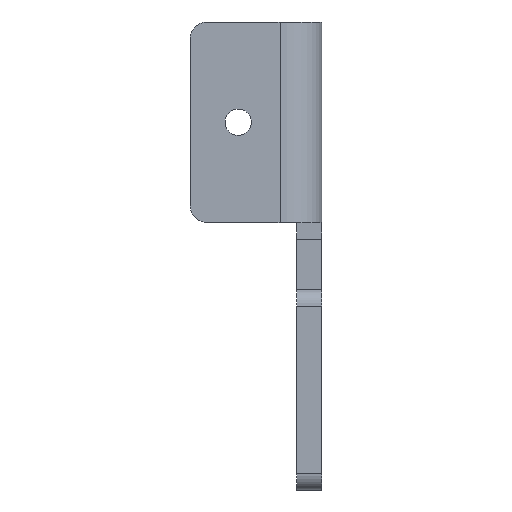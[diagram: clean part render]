
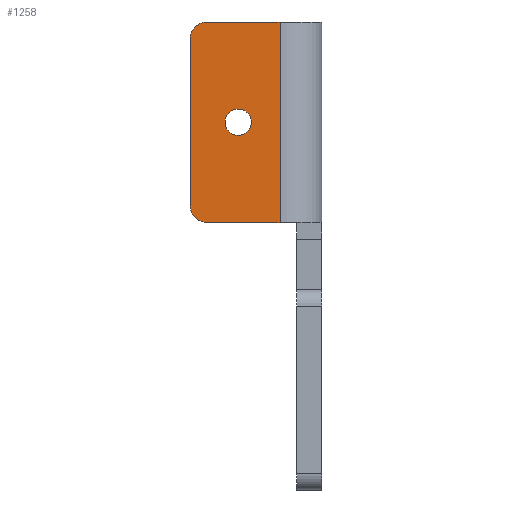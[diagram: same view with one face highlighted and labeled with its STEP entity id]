
A CAD part, left-side view. The second image highlights one B-rep face of the part: STEP entity #1258.
In plain terms, the highlighted planar face has unit normal (-1, 0, 0).
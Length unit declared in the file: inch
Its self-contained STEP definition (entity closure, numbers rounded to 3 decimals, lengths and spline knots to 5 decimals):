
#32 = DIRECTION ( 'NONE',  ( 0., 1., 0. ) ) ;
#39 = LINE ( 'NONE', #1433, #1728 ) ;
#64 = DIRECTION ( 'NONE',  ( 0., 1., 0. ) ) ;
#78 = VERTEX_POINT ( 'NONE', #563 ) ;
#126 = EDGE_CURVE ( 'NONE', #1737, #1395, #1059, .T. ) ;
#256 = VECTOR ( 'NONE', #584, 39.37008 ) ;
#298 = CARTESIAN_POINT ( 'NONE',  ( 0.7425, 0.3125, 0.5 ) ) ;
#302 = CARTESIAN_POINT ( 'NONE',  ( 0.7425, 0.723, 1.25 ) ) ;
#371 = CARTESIAN_POINT ( 'NONE',  ( 0.7425, 0.984, 0.625 ) ) ;
#374 = ORIENTED_EDGE ( 'NONE', *, *, #690, .F. ) ;
#428 = AXIS2_PLACEMENT_3D ( 'NONE', #965, #1194, #32 ) ;
#446 = DIRECTION ( 'NONE',  ( 0., -1., 0. ) ) ;
#512 = EDGE_CURVE ( 'NONE', #1367, #1367, #1106, .T. ) ;
#529 = CARTESIAN_POINT ( 'NONE',  ( 0.7425, 0.3125, 2. ) ) ;
#532 = EDGE_CURVE ( 'NONE', #1370, #1395, #817, .T. ) ;
#563 = CARTESIAN_POINT ( 'NONE',  ( 0.7425, 0.859, 2. ) ) ;
#569 = AXIS2_PLACEMENT_3D ( 'NONE', #645, #1744, #64 ) ;
#583 = LINE ( 'NONE', #636, #256 ) ;
#584 = DIRECTION ( 'NONE',  ( 0., 0., -1. ) ) ;
#596 = ORIENTED_EDGE ( 'NONE', *, *, #634, .F. ) ;
#604 = DIRECTION ( 'NONE',  ( -1., 0., 0. ) ) ;
#618 = DIRECTION ( 'NONE',  ( 1., 0., 0. ) ) ;
#634 = EDGE_CURVE ( 'NONE', #1737, #1759, #1341, .T. ) ;
#636 = CARTESIAN_POINT ( 'NONE',  ( 0.7425, 0.3125, 0.5 ) ) ;
#645 = CARTESIAN_POINT ( 'NONE',  ( 0.7425, 0.859, 1.875 ) ) ;
#653 = CARTESIAN_POINT ( 'NONE',  ( 0.7425, 0.625, 1.25 ) ) ;
#690 = EDGE_CURVE ( 'NONE', #78, #765, #39, .T. ) ;
#764 = CARTESIAN_POINT ( 'NONE',  ( 0.7425, 0.984, 1.875 ) ) ;
#765 = VERTEX_POINT ( 'NONE', #529 ) ;
#785 = AXIS2_PLACEMENT_3D ( 'NONE', #1608, #618, #1552 ) ;
#817 = LINE ( 'NONE', #1329, #866 ) ;
#866 = VECTOR ( 'NONE', #932, 39.37008 ) ;
#932 = DIRECTION ( 'NONE',  ( 0., 1., 0. ) ) ;
#962 = CARTESIAN_POINT ( 'NONE',  ( 0.7425, 0.859, 0.5 ) ) ;
#965 = CARTESIAN_POINT ( 'NONE',  ( 0.7425, 0.859, 0.625 ) ) ;
#1026 = DIRECTION ( 'NONE',  ( 0., 0., 1. ) ) ;
#1037 = ORIENTED_EDGE ( 'NONE', *, *, #1672, .F. ) ;
#1059 = CIRCLE ( 'NONE', #428, 0.125 ) ;
#1065 = PLANE ( 'NONE',  #785 ) ;
#1106 = CIRCLE ( 'NONE', #1158, 0.098 ) ;
#1158 = AXIS2_PLACEMENT_3D ( 'NONE', #653, #604, #1208 ) ;
#1178 = FACE_OUTER_BOUND ( 'NONE', #1719, .T. ) ;
#1194 = DIRECTION ( 'NONE',  ( -1., 0., 0. ) ) ;
#1208 = DIRECTION ( 'NONE',  ( 0., 1., 0. ) ) ;
#1254 = VECTOR ( 'NONE', #1026, 39.37008 ) ;
#1258 = ADVANCED_FACE ( 'NONE', ( #1794, #1178 ), #1065, .F. ) ;
#1302 = EDGE_CURVE ( 'NONE', #78, #1759, #1390, .T. ) ;
#1304 = ORIENTED_EDGE ( 'NONE', *, *, #126, .T. ) ;
#1323 = CARTESIAN_POINT ( 'NONE',  ( 0.7425, 0.984, 2. ) ) ;
#1329 = CARTESIAN_POINT ( 'NONE',  ( 0.7425, 0.984, 0.5 ) ) ;
#1341 = LINE ( 'NONE', #1323, #1254 ) ;
#1367 = VERTEX_POINT ( 'NONE', #302 ) ;
#1370 = VERTEX_POINT ( 'NONE', #298 ) ;
#1390 = CIRCLE ( 'NONE', #569, 0.125 ) ;
#1395 = VERTEX_POINT ( 'NONE', #962 ) ;
#1433 = CARTESIAN_POINT ( 'NONE',  ( 0.7425, 0.1875, 2. ) ) ;
#1442 = ORIENTED_EDGE ( 'NONE', *, *, #512, .F. ) ;
#1468 = ORIENTED_EDGE ( 'NONE', *, *, #532, .F. ) ;
#1552 = DIRECTION ( 'NONE',  ( 0., -1., 0. ) ) ;
#1608 = CARTESIAN_POINT ( 'NONE',  ( 0.7425, 0., 0. ) ) ;
#1651 = EDGE_LOOP ( 'NONE', ( #1442 ) ) ;
#1672 = EDGE_CURVE ( 'NONE', #765, #1370, #583, .T. ) ;
#1719 = EDGE_LOOP ( 'NONE', ( #596, #1304, #1468, #1037, #374, #1778 ) ) ;
#1728 = VECTOR ( 'NONE', #446, 39.37008 ) ;
#1737 = VERTEX_POINT ( 'NONE', #371 ) ;
#1744 = DIRECTION ( 'NONE',  ( -1., 0., 0. ) ) ;
#1759 = VERTEX_POINT ( 'NONE', #764 ) ;
#1778 = ORIENTED_EDGE ( 'NONE', *, *, #1302, .T. ) ;
#1794 = FACE_BOUND ( 'NONE', #1651, .T. ) ;
